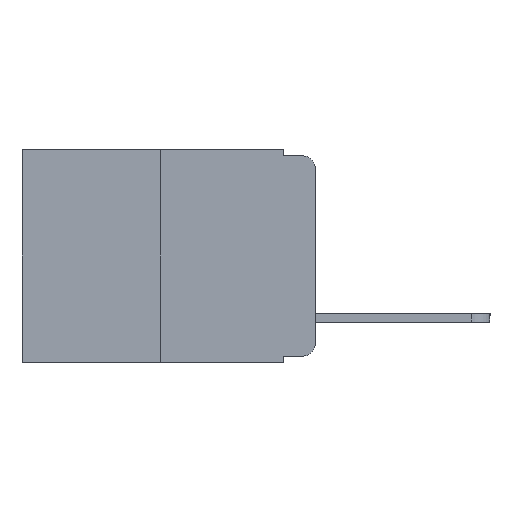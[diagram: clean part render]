
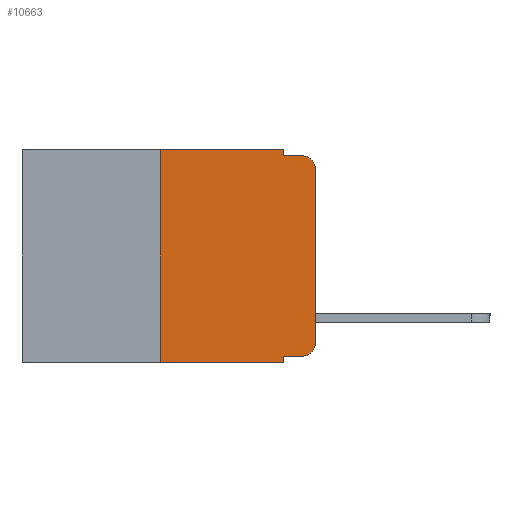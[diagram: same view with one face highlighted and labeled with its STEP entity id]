
A CAD part, left-side view. The second image highlights one B-rep face of the part: STEP entity #10663.
In plain terms, the highlighted planar face has unit normal (-1, 0, 0).
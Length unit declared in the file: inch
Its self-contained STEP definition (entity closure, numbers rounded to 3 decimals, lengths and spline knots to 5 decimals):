
#377 = DIRECTION ( 'NONE',  ( 0., 0., 1. ) ) ;
#544 = VECTOR ( 'NONE', #5394, 39.37008 ) ;
#1006 = VECTOR ( 'NONE', #5668, 39.37008 ) ;
#1053 = LINE ( 'NONE', #12116, #17536 ) ;
#1480 = ORIENTED_EDGE ( 'NONE', *, *, #12169, .F. ) ;
#1790 = PLANE ( 'NONE',  #11045 ) ;
#2005 = CARTESIAN_POINT ( 'NONE',  ( 0., 0.02, -0.03 ) ) ;
#2360 = CARTESIAN_POINT ( 'NONE',  ( 0., 0.051, -0.333 ) ) ;
#2770 = ORIENTED_EDGE ( 'NONE', *, *, #13576, .F. ) ;
#3189 = CARTESIAN_POINT ( 'NONE',  ( 0., 0.051, -0.343 ) ) ;
#3439 = DIRECTION ( 'NONE',  ( 0., 0., -1. ) ) ;
#3464 = VERTEX_POINT ( 'NONE', #13626 ) ;
#3624 = DIRECTION ( 'NONE',  ( 0., 0., -1. ) ) ;
#3735 = VERTEX_POINT ( 'NONE', #6776 ) ;
#3832 = CARTESIAN_POINT ( 'NONE',  ( 0., 0.25, 0. ) ) ;
#3990 = VECTOR ( 'NONE', #15646, 39.37008 ) ;
#4093 = CARTESIAN_POINT ( 'NONE',  ( 0., 0.051, 0. ) ) ;
#4438 = LINE ( 'NONE', #3832, #12423 ) ;
#4500 = LINE ( 'NONE', #14046, #3990 ) ;
#4729 = CARTESIAN_POINT ( 'NONE',  ( 0., 0.02, -0.313 ) ) ;
#4860 = CARTESIAN_POINT ( 'NONE',  ( 0., 0.25, 0. ) ) ;
#5277 = CARTESIAN_POINT ( 'NONE',  ( 0., 0.051, -0.01 ) ) ;
#5394 = DIRECTION ( 'NONE',  ( 0., -1., 0. ) ) ;
#5459 = CARTESIAN_POINT ( 'NONE',  ( 0., 0.473, -0.343 ) ) ;
#5479 = VERTEX_POINT ( 'NONE', #10740 ) ;
#5668 = DIRECTION ( 'NONE',  ( 0., -1., 0. ) ) ;
#5727 = LINE ( 'NONE', #5277, #13642 ) ;
#5840 = ORIENTED_EDGE ( 'NONE', *, *, #13747, .T. ) ;
#5961 = EDGE_CURVE ( 'NONE', #14413, #14113, #19013, .T. ) ;
#6335 = DIRECTION ( 'NONE',  ( 0., 0., -1. ) ) ;
#6652 = ORIENTED_EDGE ( 'NONE', *, *, #11919, .T. ) ;
#6776 = CARTESIAN_POINT ( 'NONE',  ( 0., 0.02, -0.333 ) ) ;
#6834 = DIRECTION ( 'NONE',  ( 0., -1., 0. ) ) ;
#7057 = CARTESIAN_POINT ( 'NONE',  ( 0., 0.02, -0.01 ) ) ;
#7811 = VECTOR ( 'NONE', #11922, 39.37008 ) ;
#8588 = VERTEX_POINT ( 'NONE', #19961 ) ;
#9073 = CARTESIAN_POINT ( 'NONE',  ( 0., 0., -0.313 ) ) ;
#9431 = ORIENTED_EDGE ( 'NONE', *, *, #12863, .F. ) ;
#9898 = ORIENTED_EDGE ( 'NONE', *, *, #20580, .T. ) ;
#10347 = CARTESIAN_POINT ( 'NONE',  ( 0., 0.051, 0. ) ) ;
#10436 = CARTESIAN_POINT ( 'NONE',  ( 0., 0.473, 0. ) ) ;
#10599 = ORIENTED_EDGE ( 'NONE', *, *, #11205, .T. ) ;
#10615 = DIRECTION ( 'NONE',  ( 0., 0., -1. ) ) ;
#10663 = ADVANCED_FACE ( 'NONE', ( #12964 ), #1790, .F. ) ;
#10740 = CARTESIAN_POINT ( 'NONE',  ( 0., 0., -0.03 ) ) ;
#10948 = CARTESIAN_POINT ( 'NONE',  ( 0., 0.25, -0.343 ) ) ;
#11045 = AXIS2_PLACEMENT_3D ( 'NONE', #11438, #12989, #3439 ) ;
#11205 = EDGE_CURVE ( 'NONE', #15921, #5479, #4500, .T. ) ;
#11438 = CARTESIAN_POINT ( 'NONE',  ( 0., 0.473, 0. ) ) ;
#11599 = ORIENTED_EDGE ( 'NONE', *, *, #11923, .F. ) ;
#11919 = EDGE_CURVE ( 'NONE', #5479, #16365, #18313, .T. ) ;
#11922 = DIRECTION ( 'NONE',  ( 0., 0., -1. ) ) ;
#11923 = EDGE_CURVE ( 'NONE', #8588, #16365, #5727, .T. ) ;
#12116 = CARTESIAN_POINT ( 'NONE',  ( 0., 0.051, 0. ) ) ;
#12169 = EDGE_CURVE ( 'NONE', #14113, #8588, #1053, .T. ) ;
#12423 = VECTOR ( 'NONE', #377, 39.37008 ) ;
#12495 = LINE ( 'NONE', #5459, #544 ) ;
#12529 = VERTEX_POINT ( 'NONE', #3189 ) ;
#12863 = EDGE_CURVE ( 'NONE', #17280, #14413, #4438, .T. ) ;
#12964 = FACE_OUTER_BOUND ( 'NONE', #18398, .T. ) ;
#12989 = DIRECTION ( 'NONE',  ( 1., 0., 0. ) ) ;
#13152 = DIRECTION ( 'NONE',  ( -1., 0., 0. ) ) ;
#13237 = CIRCLE ( 'NONE', #16390, 0.02 ) ;
#13576 = EDGE_CURVE ( 'NONE', #3464, #12529, #20369, .T. ) ;
#13626 = CARTESIAN_POINT ( 'NONE',  ( 0., 0.051, -0.333 ) ) ;
#13642 = VECTOR ( 'NONE', #6834, 39.37008 ) ;
#13647 = EDGE_CURVE ( 'NONE', #3464, #3735, #18901, .T. ) ;
#13747 = EDGE_CURVE ( 'NONE', #3735, #15921, #13237, .T. ) ;
#14046 = CARTESIAN_POINT ( 'NONE',  ( 0., 0., 0. ) ) ;
#14113 = VERTEX_POINT ( 'NONE', #4093 ) ;
#14413 = VERTEX_POINT ( 'NONE', #4860 ) ;
#14707 = VECTOR ( 'NONE', #19868, 39.37008 ) ;
#14875 = ORIENTED_EDGE ( 'NONE', *, *, #5961, .F. ) ;
#15482 = AXIS2_PLACEMENT_3D ( 'NONE', #2005, #13152, #3624 ) ;
#15646 = DIRECTION ( 'NONE',  ( 0., 0., 1. ) ) ;
#15799 = DIRECTION ( 'NONE',  ( -1., 0., 0. ) ) ;
#15921 = VERTEX_POINT ( 'NONE', #9073 ) ;
#16365 = VERTEX_POINT ( 'NONE', #7057 ) ;
#16390 = AXIS2_PLACEMENT_3D ( 'NONE', #4729, #15799, #6335 ) ;
#16794 = ORIENTED_EDGE ( 'NONE', *, *, #13647, .T. ) ;
#17280 = VERTEX_POINT ( 'NONE', #10948 ) ;
#17536 = VECTOR ( 'NONE', #10615, 39.37008 ) ;
#18313 = CIRCLE ( 'NONE', #15482, 0.02 ) ;
#18398 = EDGE_LOOP ( 'NONE', ( #10599, #6652, #11599, #1480, #14875, #9431, #9898, #2770, #16794, #5840 ) ) ;
#18901 = LINE ( 'NONE', #2360, #14707 ) ;
#19013 = LINE ( 'NONE', #10436, #1006 ) ;
#19868 = DIRECTION ( 'NONE',  ( 0., -1., 0. ) ) ;
#19961 = CARTESIAN_POINT ( 'NONE',  ( 0., 0.051, -0.01 ) ) ;
#20369 = LINE ( 'NONE', #10347, #7811 ) ;
#20580 = EDGE_CURVE ( 'NONE', #17280, #12529, #12495, .T. ) ;
